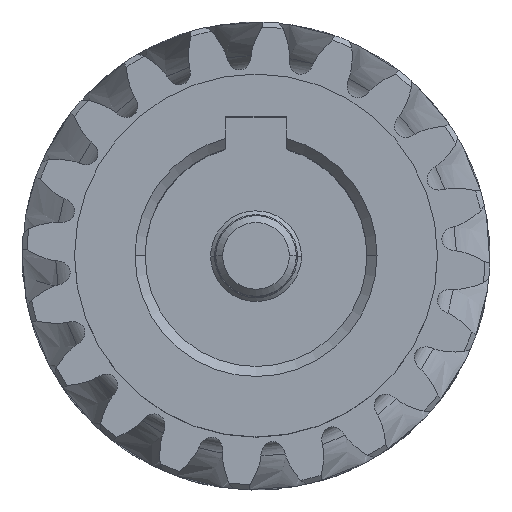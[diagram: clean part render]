
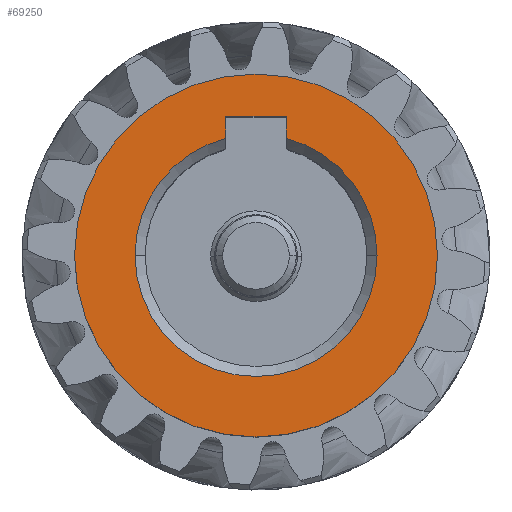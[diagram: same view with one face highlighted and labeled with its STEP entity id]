
A CAD part, top view. The second image highlights one B-rep face of the part: STEP entity #69250.
In plain terms, the highlighted planar face has unit normal (0, 0, 1).
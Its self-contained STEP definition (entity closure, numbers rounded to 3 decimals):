
#1152 = DIRECTION ( 'NONE',  ( 0., 0., -1. ) ) ;
#4240 = CARTESIAN_POINT ( 'NONE',  ( 3., 13.8, 0. ) ) ;
#4905 = CARTESIAN_POINT ( 'NONE',  ( 3., 13.8, 0. ) ) ;
#5171 = AXIS2_PLACEMENT_3D ( 'NONE', #48487, #101662, #109691 ) ;
#8655 = CARTESIAN_POINT ( 'NONE',  ( 0., 0., 0. ) ) ;
#8992 = ORIENTED_EDGE ( 'NONE', *, *, #25855, .T. ) ;
#10391 = VERTEX_POINT ( 'NONE', #73047 ) ;
#11187 = CIRCLE ( 'NONE', #22103, 18. ) ;
#15846 = EDGE_CURVE ( 'NONE', #41011, #92944, #33401, .T. ) ;
#19014 = PLANE ( 'NONE',  #58172 ) ;
#19578 = FACE_OUTER_BOUND ( 'NONE', #35258, .T. ) ;
#22103 = AXIS2_PLACEMENT_3D ( 'NONE', #94744, #75878, #101626 ) ;
#25855 = EDGE_CURVE ( 'NONE', #69508, #10391, #11187, .T. ) ;
#28496 = ORIENTED_EDGE ( 'NONE', *, *, #45041, .T. ) ;
#28547 = VECTOR ( 'NONE', #110020, 1000. ) ;
#29405 = LINE ( 'NONE', #4240, #72705 ) ;
#31633 = CARTESIAN_POINT ( 'NONE',  ( -3., 13.8, 0. ) ) ;
#31720 = VERTEX_POINT ( 'NONE', #4905 ) ;
#33401 = LINE ( 'NONE', #68293, #70483 ) ;
#35258 = EDGE_LOOP ( 'NONE', ( #51290, #8992 ) ) ;
#36268 = EDGE_CURVE ( 'NONE', #100416, #41011, #69388, .T. ) ;
#38557 = DIRECTION ( 'NONE',  ( 0., -1., 0. ) ) ;
#41011 = VERTEX_POINT ( 'NONE', #84312 ) ;
#45041 = EDGE_CURVE ( 'NONE', #92944, #31720, #58511, .T. ) ;
#45893 = CARTESIAN_POINT ( 'NONE',  ( 0., 12., 0. ) ) ;
#47018 = CARTESIAN_POINT ( 'NONE',  ( 18., 0., 0. ) ) ;
#47169 = CARTESIAN_POINT ( 'NONE',  ( 3., 11.619, 0. ) ) ;
#47948 = ORIENTED_EDGE ( 'NONE', *, *, #100587, .T. ) ;
#48332 = EDGE_CURVE ( 'NONE', #59435, #85187, #99114, .T. ) ;
#48487 = CARTESIAN_POINT ( 'NONE',  ( 0., 0., 0. ) ) ;
#51290 = ORIENTED_EDGE ( 'NONE', *, *, #95731, .T. ) ;
#53448 = AXIS2_PLACEMENT_3D ( 'NONE', #63463, #1152, #87529 ) ;
#54480 = CIRCLE ( 'NONE', #5171, 18. ) ;
#57467 = CARTESIAN_POINT ( 'NONE',  ( -3., 13.8, 0. ) ) ;
#58172 = AXIS2_PLACEMENT_3D ( 'NONE', #45893, #63616, #91058 ) ;
#58511 = LINE ( 'NONE', #31633, #28547 ) ;
#59435 = VERTEX_POINT ( 'NONE', #47169 ) ;
#63463 = CARTESIAN_POINT ( 'NONE',  ( 0., 0., 0. ) ) ;
#63616 = DIRECTION ( 'NONE',  ( 0., 0., 1. ) ) ;
#68293 = CARTESIAN_POINT ( 'NONE',  ( -3., 13.8, 0. ) ) ;
#69250 = ADVANCED_FACE ( 'NONE', ( #19578, #99081 ), #19014, .T. ) ;
#69386 = CARTESIAN_POINT ( 'NONE',  ( 0., 0., 0. ) ) ;
#69388 = CIRCLE ( 'NONE', #89487, 12. ) ;
#69508 = VERTEX_POINT ( 'NONE', #47018 ) ;
#70207 = ORIENTED_EDGE ( 'NONE', *, *, #15846, .T. ) ;
#70483 = VECTOR ( 'NONE', #111777, 1000. ) ;
#70895 = CIRCLE ( 'NONE', #94566, 12. ) ;
#71415 = ORIENTED_EDGE ( 'NONE', *, *, #48332, .T. ) ;
#72705 = VECTOR ( 'NONE', #38557, 1000. ) ;
#73047 = CARTESIAN_POINT ( 'NONE',  ( -18., 0., 0. ) ) ;
#73702 = ORIENTED_EDGE ( 'NONE', *, *, #36268, .T. ) ;
#75878 = DIRECTION ( 'NONE',  ( 0., 0., 1. ) ) ;
#83379 = ORIENTED_EDGE ( 'NONE', *, *, #107432, .T. ) ;
#84083 = EDGE_LOOP ( 'NONE', ( #83379, #71415, #47948, #73702, #70207, #28496 ) ) ;
#84312 = CARTESIAN_POINT ( 'NONE',  ( -3., 11.619, 0. ) ) ;
#85187 = VERTEX_POINT ( 'NONE', #110377 ) ;
#87529 = DIRECTION ( 'NONE',  ( 1., 0., 0. ) ) ;
#89487 = AXIS2_PLACEMENT_3D ( 'NONE', #69386, #112300, #95134 ) ;
#91058 = DIRECTION ( 'NONE',  ( 1., 0., 0. ) ) ;
#92944 = VERTEX_POINT ( 'NONE', #57467 ) ;
#93883 = DIRECTION ( 'NONE',  ( 0., 0., -1. ) ) ;
#94566 = AXIS2_PLACEMENT_3D ( 'NONE', #8655, #93883, #95026 ) ;
#94744 = CARTESIAN_POINT ( 'NONE',  ( 0., 0., 0. ) ) ;
#95026 = DIRECTION ( 'NONE',  ( 1., 0., 0. ) ) ;
#95134 = DIRECTION ( 'NONE',  ( 1., 0., 0. ) ) ;
#95731 = EDGE_CURVE ( 'NONE', #10391, #69508, #54480, .T. ) ;
#99081 = FACE_BOUND ( 'NONE', #84083, .T. ) ;
#99114 = CIRCLE ( 'NONE', #53448, 12. ) ;
#100416 = VERTEX_POINT ( 'NONE', #102464 ) ;
#100587 = EDGE_CURVE ( 'NONE', #85187, #100416, #70895, .T. ) ;
#101626 = DIRECTION ( 'NONE',  ( -1., 0., 0. ) ) ;
#101662 = DIRECTION ( 'NONE',  ( 0., 0., 1. ) ) ;
#102464 = CARTESIAN_POINT ( 'NONE',  ( -12., 0., 0. ) ) ;
#107432 = EDGE_CURVE ( 'NONE', #31720, #59435, #29405, .T. ) ;
#109691 = DIRECTION ( 'NONE',  ( -1., 0., 0. ) ) ;
#110020 = DIRECTION ( 'NONE',  ( 1., 0., 0. ) ) ;
#110377 = CARTESIAN_POINT ( 'NONE',  ( 12., 0., 0. ) ) ;
#111777 = DIRECTION ( 'NONE',  ( 0., 1., 0. ) ) ;
#112300 = DIRECTION ( 'NONE',  ( 0., 0., -1. ) ) ;
